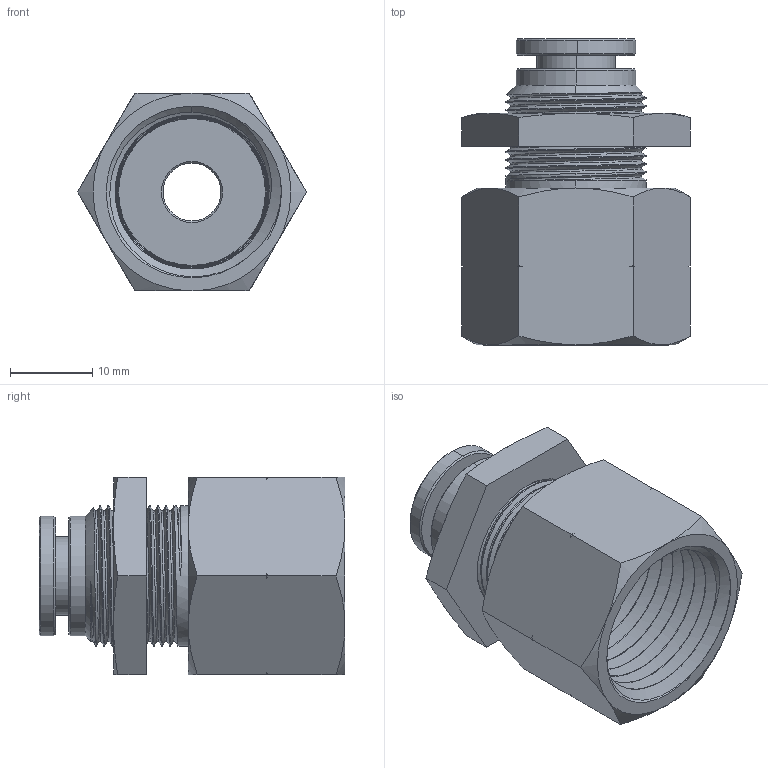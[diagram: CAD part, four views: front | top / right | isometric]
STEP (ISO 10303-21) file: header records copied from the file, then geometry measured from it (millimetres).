
FILE_DESCRIPTION (( 'STEP AP214' ), '1' );
FILE_NAME ('BCS5-16N1-2W.STEP', '2018-07-11T20:37:59', ( '' ), ( '' ), 'SwSTEP 2.0', 'SolidWorks 2016', '' );
FILE_SCHEMA (( 'AUTOMOTIVE_DESIGN' ));
Length unit declared in the file: millimetre
Products named in the file (1): BCS5-16N1-2W
Bounding box: 27.71 x 37.1 x 24 mm (x, y, z)
Volume: 8059.6 mm3; surface area: 9027.7 mm2
Topology: 7 solids, 7 shells, 479 faces, 1515 edges, 1055 vertices
Faces by surface type: cone 179, plane 163, cylinder 91, bspline 44, torus 2
Entity records: 35791 total; most frequent: CARTESIAN_POINT 18238, ORIENTED_EDGE 3030, DIRECTION 1981, EDGE_CURVE 1515, VERTEX_POINT 1055, AXIS2_PLACEMENT_3D 812, B_SPLINE_CURVE_WITH_KNOTS 767, EDGE_LOOP 498
